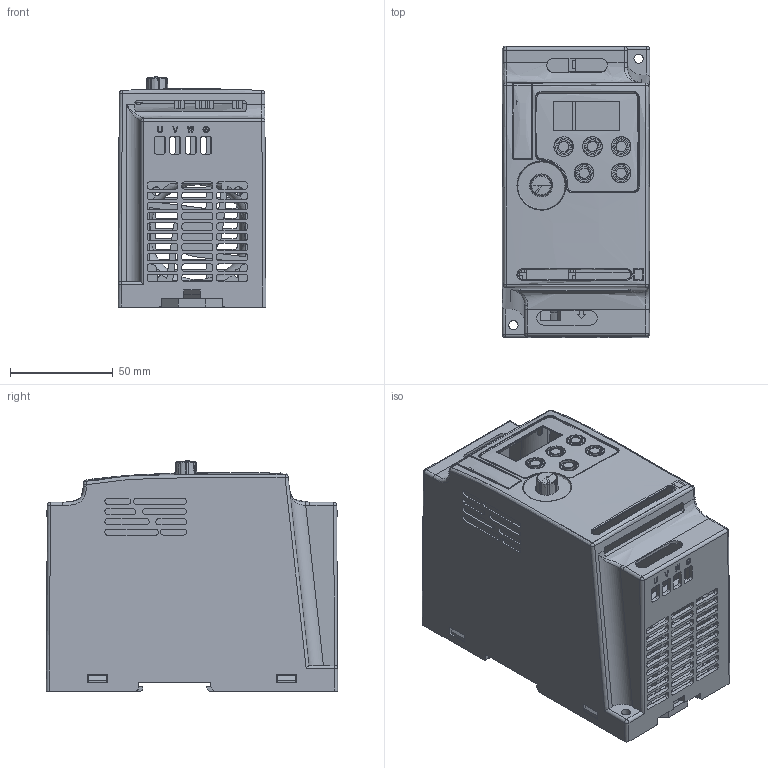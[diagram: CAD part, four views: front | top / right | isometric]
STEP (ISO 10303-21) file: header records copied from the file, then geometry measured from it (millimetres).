
FILE_DESCRIPTION((''),'2;1');
FILE_NAME('S23_ASM','2016-11-03T',('PC-TR'),(''),'PRO/ENGINEER BY PARAMETRIC TECHNOLOGY CORPORATION, 2010280','PRO/ENGINEER BY PARAMETRIC TECHNOLOGY CORPORATION, 2010280','');
FILE_SCHEMA(('CONFIG_CONTROL_DESIGN'));
Products named in the file (7): S23SJ01; S23SJ02; S21SJ03; S21SJ04; 5015; S11SJ06; S23_ASM
Assembly tree (6 placements, depth 2):
  S23_ASM
    S23SJ01
    S23SJ02
    S21SJ03
    S21SJ04
    5015
    S11SJ06
Bounding box: 72.04 x 142.04 x 112.2 mm (x, y, z)
Surface area: 175658.5 mm2 (no closed solid volume)
Topology: 0 solids, 20 shells, 2349 faces, 6637 edges, 4367 vertices
Faces by surface type: plane 1555, cylinder 588, bspline 125, torus 35, cone 28, sphere 18
Entity records: 87314 total; most frequent: CARTESIAN_POINT 28335, ORIENTED_EDGE 13148, DIRECTION 10529, EDGE_CURVE 6633, VECTOR 4645, LINE 4645, VERTEX_POINT 4367, AXIS2_PLACEMENT_3D 2942
